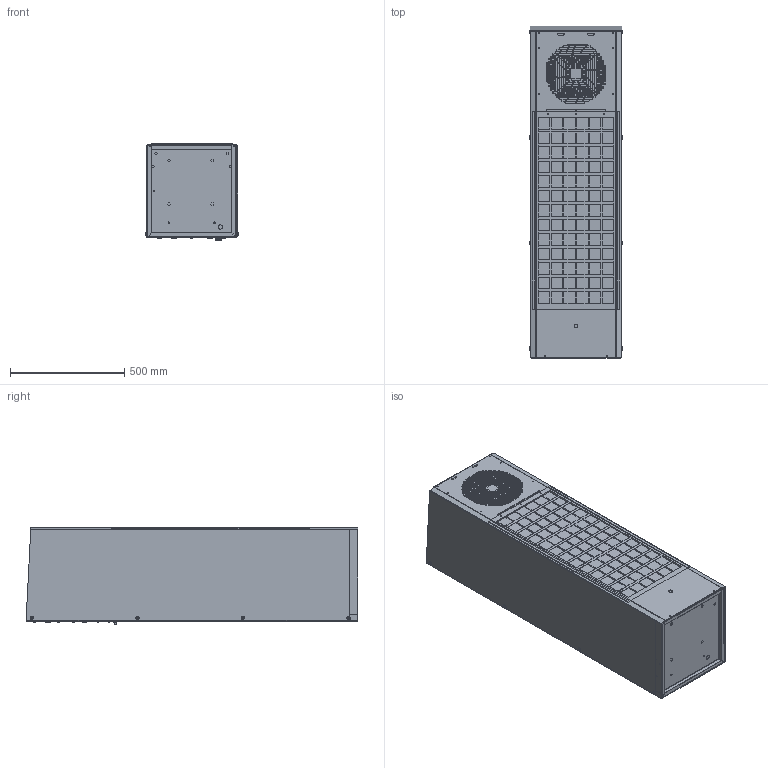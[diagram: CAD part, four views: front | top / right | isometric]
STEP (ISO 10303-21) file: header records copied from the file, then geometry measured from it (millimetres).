
FILE_DESCRIPTION (( 'STEP AP203' ), '1' );
FILE_NAME ('13384136255_Default.step', '2025-03-21T19:55:35', ( 'Windows User' ), ( 'AUTOMATION DIRECT' ), 'SwSTEP 2.0', 'SolidWorks 2024', '' );
FILE_SCHEMA (( 'CONFIG_CONTROL_DESIGN' ));
Length unit declared in the file: inch
Products named in the file (1): 13384136255_Default
Bounding box: 409.28 x 1452.14 x 421.72 mm (x, y, z)
Volume: 226249708.6 mm3; surface area: 4039609.1 mm2
Topology: 1 solids, 11 shells, 5369 faces, 14036 edges, 8867 vertices
Faces by surface type: plane 3016, cylinder 1488, cone 498, torus 194, sphere 94, bspline 79
Full cylindrical faces by diameter (mm): 4.2 x3, 4.8 x7
Entity records: 214312 total; most frequent: CARTESIAN_POINT 106225, ORIENTED_EDGE 28034, EDGE_CURVE 14017, DIRECTION 12529, B_SPLINE_CURVE_WITH_KNOTS 12357, VERTEX_POINT 8858, EDGE_LOOP 6581, AXIS2_PLACEMENT_3D 5708
